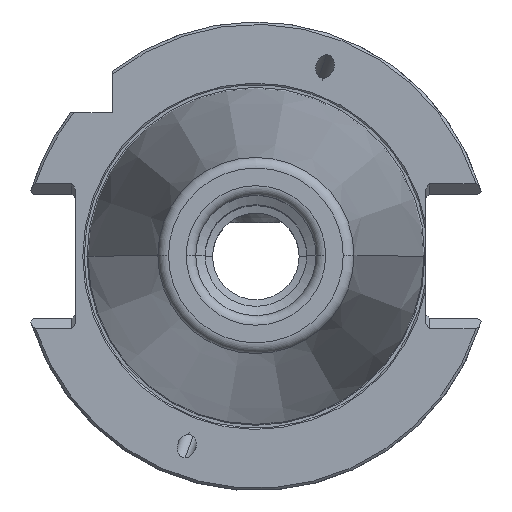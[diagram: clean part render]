
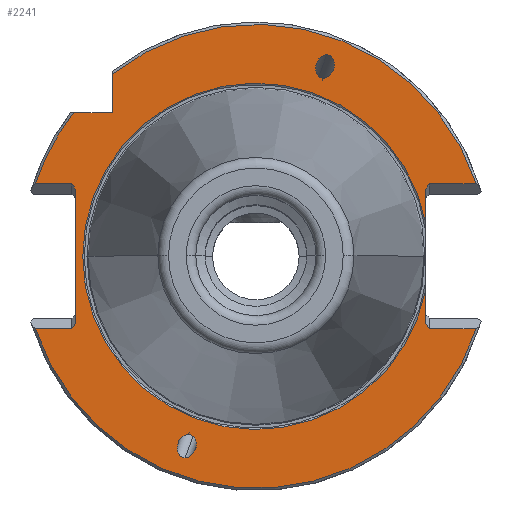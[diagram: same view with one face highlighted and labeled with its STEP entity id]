
A CAD part, top view. The second image highlights one B-rep face of the part: STEP entity #2241.
In plain terms, the highlighted planar face has unit normal (0, 0, 1).
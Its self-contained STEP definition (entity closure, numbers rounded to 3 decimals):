
#983=VERTEX_POINT('NONE',#2820);
#1071=EDGE_CURVE('NONE',#2733,#1125,#2921,.T.);
#1115=VERTEX_POINT('NONE',#2969);
#1125=VERTEX_POINT('NONE',#2979);
#1165=VERTEX_POINT('NONE',#3024);
#1255=EDGE_CURVE('NONE',#2531,#1665,#3126,.T.);
#1285=VERTEX_POINT('NONE',#3159);
#1317=EDGE_CURVE('NONE',#1125,#2733,#3193,.T.);
#1361=EDGE_CURVE('NONE',#1285,#2453,#3242,.T.);
#1375=VERTEX_POINT('NONE',#3257);
#1457=VERTEX_POINT('NONE',#3352);
#1511=EDGE_CURVE('NONE',#1847,#2607,#3412,.T.);
#1605=EDGE_CURVE('NONE',#2389,#2261,#3513,.T.);
#1665=VERTEX_POINT('NONE',#3577);
#1681=EDGE_CURVE('NONE',#1665,#983,#3596,.T.);
#1717=EDGE_CURVE('NONE',#2695,#2607,#3634,.T.);
#1733=VERTEX_POINT('NONE',#3651);
#1771=EDGE_CURVE('NONE',#2195,#2333,#3695,.T.);
#1847=VERTEX_POINT('NONE',#3778);
#1849=EDGE_CURVE('NONE',#2333,#1115,#3780,.T.);
#1883=EDGE_CURVE('NONE',#2531,#2195,#3819,.T.);
#1893=EDGE_CURVE('NONE',#1165,#1733,#3829,.T.);
#2051=EDGE_CURVE('NONE',#1457,#2657,#4005,.T.);
#2079=EDGE_CURVE('NONE',#2657,#2717,#4040,.T.);
#2147=EDGE_CURVE('NONE',#2695,#2411,#4120,.T.);
#2151=EDGE_CURVE('NONE',#1165,#1375,#4124,.T.);
#2195=VERTEX_POINT('NONE',#4171);
#2197=EDGE_CURVE('NONE',#2411,#1285,#4173,.T.);
#2241=ADVANCED_FACE('NONE',(#4225,#4226,#4227),#4228,.F.);
#2243=EDGE_CURVE('NONE',#2453,#983,#4230,.T.);
#2261=VERTEX_POINT('NONE',#4248);
#2333=VERTEX_POINT('NONE',#4329);
#2375=EDGE_CURVE('NONE',#1115,#2717,#4374,.T.);
#2389=VERTEX_POINT('NONE',#4390);
#2411=VERTEX_POINT('NONE',#4414);
#2453=VERTEX_POINT('NONE',#4456);
#2455=EDGE_CURVE('NONE',#1457,#1733,#4458,.T.);
#2461=EDGE_CURVE('NONE',#1847,#1375,#4464,.T.);
#2531=VERTEX_POINT('NONE',#4544);
#2607=VERTEX_POINT('NONE',#4624);
#2623=EDGE_CURVE('NONE',#2261,#2389,#4643,.T.);
#2657=VERTEX_POINT('NONE',#4679);
#2695=VERTEX_POINT('NONE',#4719);
#2717=VERTEX_POINT('NONE',#4745);
#2733=VERTEX_POINT('NONE',#4762);
#2820=CARTESIAN_POINT('',(35.3,-7.065,-1.5));
#2921=(B_SPLINE_CURVE(3,(#5064,#5065,#5066,#5067),.UNSPECIFIED.,.F.,.F.)B_SPLINE_CURVE_WITH_KNOTS((4,4),(2.87,6.011),.UNSPECIFIED.)RATIONAL_B_SPLINE_CURVE((1.0,0.333,0.333,1.0))BOUNDED_CURVE()REPRESENTATION_ITEM('')GEOMETRIC_REPRESENTATION_ITEM()CURVE());
#2969=CARTESIAN_POINT('',(45.816,15.05,-1.5));
#2979=CARTESIAN_POINT('',(-14.702,-41.887,-1.5));
#3024=CARTESIAN_POINT('',(-38.25,15.05,-1.5));
#3126=CIRCLE('',#5361,36.0);
#3159=CARTESIAN_POINT('',(36.05,-15.05,-1.5));
#3193=(B_SPLINE_CURVE(3,(#5450,#5451,#5452,#5453),.UNSPECIFIED.,.F.,.F.)B_SPLINE_CURVE_WITH_KNOTS((4,4),(6.011,9.153),.UNSPECIFIED.)RATIONAL_B_SPLINE_CURVE((1.0,0.333,0.333,1.0))BOUNDED_CURVE()REPRESENTATION_ITEM('')GEOMETRIC_REPRESENTATION_ITEM()CURVE());
#3242=LINE('',#5536,#5537);
#3257=CARTESIAN_POINT('',(-37.5,13.989,-1.5));
#3352=CARTESIAN_POINT('',(-37.876,29.85,-1.5));
#3412=LINE('',#5859,#5860);
#3513=(B_SPLINE_CURVE(3,(#6010,#6011,#6012,#6013),.UNSPECIFIED.,.F.,.F.)B_SPLINE_CURVE_WITH_KNOTS((4,4),(2.87,6.011),.UNSPECIFIED.)RATIONAL_B_SPLINE_CURVE((1.0,0.333,0.333,1.0))BOUNDED_CURVE()REPRESENTATION_ITEM('')GEOMETRIC_REPRESENTATION_ITEM()CURVE());
#3577=CARTESIAN_POINT('',(-36.0,0.,-1.5));
#3596=CIRCLE('',#6142,36.0);
#3634=LINE('',#6212,#6213);
#3651=CARTESIAN_POINT('',(-45.816,15.05,-1.5));
#3695=LINE('',#6305,#6306);
#3778=CARTESIAN_POINT('',(-37.5,-13.989,-1.5));
#3780=LINE('',#6453,#6454);
#3819=LINE('',#6517,#6518);
#3829=LINE('',#6580,#6581);
#4005=LINE('',#6875,#6876);
#4040=LINE('',#6917,#6918);
#4120=CIRCLE('',#7031,48.225);
#4124=LINE('',#7038,#7039);
#4171=CARTESIAN_POINT('',(35.3,13.989,-1.5));
#4173=LINE('',#7103,#7104);
#4225=FACE_OUTER_BOUND('',#7167,.T.);
#4226=FACE_BOUND('',#7168,.T.);
#4227=FACE_BOUND('',#7169,.T.);
#4228=PLANE('',#7170);
#4230=LINE('',#7173,#7174);
#4248=CARTESIAN_POINT('',(14.702,41.887,-1.5));
#4329=CARTESIAN_POINT('',(36.05,15.05,-1.5));
#4374=CIRCLE('',#7386,48.225);
#4390=CARTESIAN_POINT('',(14.027,37.047,-1.5));
#4414=CARTESIAN_POINT('',(45.816,-15.05,-1.5));
#4456=CARTESIAN_POINT('',(35.3,-13.989,-1.5));
#4458=CIRCLE('',#7554,48.225);
#4464=LINE('',#7562,#7563);
#4544=CARTESIAN_POINT('',(35.3,7.065,-1.5));
#4624=CARTESIAN_POINT('',(-38.25,-15.05,-1.5));
#4643=(B_SPLINE_CURVE(3,(#7883,#7884,#7885,#7886),.UNSPECIFIED.,.F.,.F.)B_SPLINE_CURVE_WITH_KNOTS((4,4),(6.011,9.153),.UNSPECIFIED.)RATIONAL_B_SPLINE_CURVE((1.0,0.333,0.333,1.0))BOUNDED_CURVE()REPRESENTATION_ITEM('')GEOMETRIC_REPRESENTATION_ITEM()CURVE());
#4679=CARTESIAN_POINT('',(-29.85,29.85,-1.5));
#4719=CARTESIAN_POINT('',(-45.816,-15.05,-1.5));
#4745=CARTESIAN_POINT('',(-29.85,37.876,-1.5));
#4762=CARTESIAN_POINT('',(-14.027,-37.047,-1.5));
#5064=CARTESIAN_POINT('',(-14.027,-37.047,-1.5));
#5065=CARTESIAN_POINT('',(-10.132,-37.047,-1.5));
#5066=CARTESIAN_POINT('',(-10.807,-41.887,-1.5));
#5067=CARTESIAN_POINT('',(-14.702,-41.887,-1.5));
#5361=AXIS2_PLACEMENT_3D('',#8571,#8572,#8573);
#5450=CARTESIAN_POINT('',(-14.702,-41.887,-1.5));
#5451=CARTESIAN_POINT('',(-18.598,-41.887,-1.5));
#5452=CARTESIAN_POINT('',(-17.923,-37.047,-1.5));
#5453=CARTESIAN_POINT('',(-14.027,-37.047,-1.5));
#5536=CARTESIAN_POINT('',(33.506,-11.452,-1.5));
#5537=VECTOR('',#8691,1000.0);
#5859=CARTESIAN_POINT('',(-34.972,-10.415,-1.5));
#5860=VECTOR('',#8917,1000.0);
#6010=CARTESIAN_POINT('',(14.027,37.047,-1.5));
#6011=CARTESIAN_POINT('',(10.132,37.047,-1.5));
#6012=CARTESIAN_POINT('',(10.807,41.887,-1.5));
#6013=CARTESIAN_POINT('',(14.702,41.887,-1.5));
#6142=AXIS2_PLACEMENT_3D('',#9083,#9084,#9085);
#6212=CARTESIAN_POINT('',(0.,-15.05,-1.5));
#6213=VECTOR('',#9119,1000.0);
#6305=CARTESIAN_POINT('',(0.372,-35.407,-1.5));
#6306=VECTOR('',#9200,1000.0);
#6453=CARTESIAN_POINT('',(0.,15.05,-1.5));
#6454=VECTOR('',#9300,1000.0);
#6517=CARTESIAN_POINT('',(35.3,-35.144,-1.5));
#6518=VECTOR('',#9358,1000.0);
#6580=CARTESIAN_POINT('',(0.,15.05,-1.5));
#6581=VECTOR('',#9362,1000.0);
#6875=CARTESIAN_POINT('',(-49.85,29.85,-1.5));
#6876=VECTOR('',#9578,1000.0);
#6917=CARTESIAN_POINT('',(-29.85,29.85,-1.5));
#6918=VECTOR('',#9655,1000.0);
#7031=AXIS2_PLACEMENT_3D('',#9746,#9747,#9748);
#7038=CARTESIAN_POINT('',(-1.838,-36.444,-1.5));
#7039=VECTOR('',#9750,1000.0);
#7103=CARTESIAN_POINT('',(0.,-15.05,-1.5));
#7104=VECTOR('',#9790,1000.0);
#7167=EDGE_LOOP('',(#9882,#9883,#9884,#9885,#9886,#9887,#9888,#9889,#9890,#9891,#9892,#9893,#9894,#9895,#9896,#9897,#9898,#9899));
#7168=EDGE_LOOP('',(#9900,#9901));
#7169=EDGE_LOOP('',(#9902,#9903));
#7170=AXIS2_PLACEMENT_3D('',#9904,#9905,#9906);
#7173=CARTESIAN_POINT('',(35.3,-35.144,-1.5));
#7174=VECTOR('',#9907,1000.0);
#7386=AXIS2_PLACEMENT_3D('',#10055,#10056,#10057);
#7554=AXIS2_PLACEMENT_3D('',#10128,#10129,#10130);
#7562=CARTESIAN_POINT('',(-37.5,-35.144,-1.5));
#7563=VECTOR('',#10134,1000.0);
#7883=CARTESIAN_POINT('',(14.702,41.887,-1.5));
#7884=CARTESIAN_POINT('',(18.598,41.887,-1.5));
#7885=CARTESIAN_POINT('',(17.923,37.047,-1.5));
#7886=CARTESIAN_POINT('',(14.027,37.047,-1.5));
#8571=CARTESIAN_POINT('',(0.,0.,-1.5));
#8572=DIRECTION('',(0.,0.,1.0));
#8573=DIRECTION('',(1.0,0.,0.));
#8691=DIRECTION('',(-0.577,0.816,0.));
#8917=DIRECTION('',(-0.577,-0.816,0.));
#9083=CARTESIAN_POINT('',(0.,0.,-1.5));
#9084=DIRECTION('',(0.,0.,1.0));
#9085=DIRECTION('',(1.0,0.,0.));
#9119=DIRECTION('',(1.0,0.,0.));
#9200=DIRECTION('',(0.577,0.816,0.));
#9300=DIRECTION('',(1.0,0.,0.));
#9358=DIRECTION('',(0.,1.0,0.));
#9362=DIRECTION('',(-1.0,0.,0.));
#9578=DIRECTION('',(1.0,0.,0.));
#9655=DIRECTION('',(0.,1.0,0.));
#9746=CARTESIAN_POINT('',(0.,0.,-1.5));
#9747=DIRECTION('',(0.,0.,1.0));
#9748=DIRECTION('',(1.0,0.,0.));
#9750=DIRECTION('',(0.577,-0.816,0.));
#9790=DIRECTION('',(-1.0,0.,0.));
#9882=ORIENTED_EDGE('',*,*,#1717,.F.);
#9883=ORIENTED_EDGE('',*,*,#2147,.T.);
#9884=ORIENTED_EDGE('',*,*,#2197,.T.);
#9885=ORIENTED_EDGE('',*,*,#1361,.T.);
#9886=ORIENTED_EDGE('',*,*,#2243,.T.);
#9887=ORIENTED_EDGE('',*,*,#1681,.F.);
#9888=ORIENTED_EDGE('',*,*,#1255,.F.);
#9889=ORIENTED_EDGE('',*,*,#1883,.T.);
#9890=ORIENTED_EDGE('',*,*,#1771,.T.);
#9891=ORIENTED_EDGE('',*,*,#1849,.T.);
#9892=ORIENTED_EDGE('',*,*,#2375,.T.);
#9893=ORIENTED_EDGE('',*,*,#2079,.F.);
#9894=ORIENTED_EDGE('',*,*,#2051,.F.);
#9895=ORIENTED_EDGE('',*,*,#2455,.T.);
#9896=ORIENTED_EDGE('',*,*,#1893,.F.);
#9897=ORIENTED_EDGE('',*,*,#2151,.T.);
#9898=ORIENTED_EDGE('',*,*,#2461,.F.);
#9899=ORIENTED_EDGE('',*,*,#1511,.T.);
#9900=ORIENTED_EDGE('',*,*,#1317,.T.);
#9901=ORIENTED_EDGE('',*,*,#1071,.T.);
#9902=ORIENTED_EDGE('',*,*,#2623,.T.);
#9903=ORIENTED_EDGE('',*,*,#1605,.T.);
#9904=CARTESIAN_POINT('',(0.,-35.144,-1.5));
#9905=DIRECTION('',(0.,0.,-1.0));
#9906=DIRECTION('',(0.,-1.0,0.));
#9907=DIRECTION('',(0.,1.0,0.));
#10055=CARTESIAN_POINT('',(0.,0.,-1.5));
#10056=DIRECTION('',(0.,0.,1.0));
#10057=DIRECTION('',(1.0,0.,0.));
#10128=CARTESIAN_POINT('',(0.,0.,-1.5));
#10129=DIRECTION('',(0.,0.,1.0));
#10130=DIRECTION('',(1.0,0.,0.));
#10134=DIRECTION('',(0.,1.0,0.));
